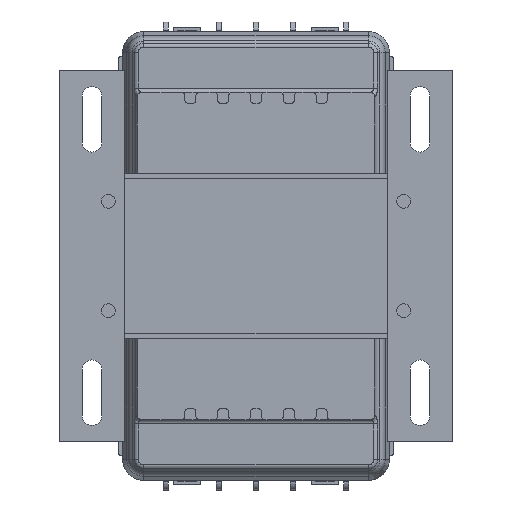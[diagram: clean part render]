
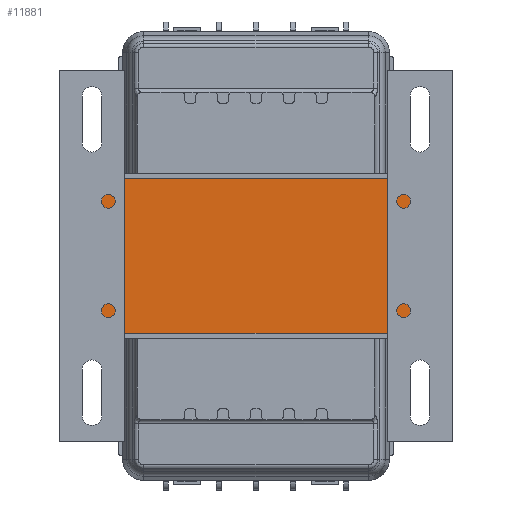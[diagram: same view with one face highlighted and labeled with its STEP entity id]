
A CAD part, front view. The second image highlights one B-rep face of the part: STEP entity #11881.
In plain terms, the highlighted planar face has unit normal (0, -1, 0).
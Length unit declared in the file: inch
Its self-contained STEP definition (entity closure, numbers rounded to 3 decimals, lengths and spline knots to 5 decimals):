
#371 = VERTEX_POINT ( 'NONE', #12887 ) ;
#458 = CARTESIAN_POINT ( 'NONE',  ( -1.83146, -0.75596, -0.88583 ) ) ;
#1921 = PLANE ( 'NONE',  #10597 ) ;
#1964 = DIRECTION ( 'NONE',  ( 0., 0., -1. ) ) ;
#2442 = VECTOR ( 'NONE', #8817, 39.37008 ) ;
#2588 = CARTESIAN_POINT ( 'NONE',  ( -1.83146, -0.75596, -0.88583 ) ) ;
#3704 = EDGE_LOOP ( 'NONE', ( #15374, #11157, #14510, #13591 ) ) ;
#3720 = CARTESIAN_POINT ( 'NONE',  ( -1.83146, -0.75596, -0.88583 ) ) ;
#5091 = CARTESIAN_POINT ( 'NONE',  ( 1.94807, -0.75596, -0.88583 ) ) ;
#5337 = VERTEX_POINT ( 'NONE', #5091 ) ;
#5536 = DIRECTION ( 'NONE',  ( 0., 1., 0. ) ) ;
#5768 = VECTOR ( 'NONE', #7470, 39.37008 ) ;
#6358 = LINE ( 'NONE', #10255, #12320 ) ;
#6995 = EDGE_CURVE ( 'NONE', #14302, #7385, #11246, .T. ) ;
#7385 = VERTEX_POINT ( 'NONE', #11706 ) ;
#7470 = DIRECTION ( 'NONE',  ( 1., 0., 0. ) ) ;
#8100 = VECTOR ( 'NONE', #12076, 39.37008 ) ;
#8223 = EDGE_CURVE ( 'NONE', #5337, #14302, #15112, .T. ) ;
#8817 = DIRECTION ( 'NONE',  ( -1., 0., 0. ) ) ;
#10255 = CARTESIAN_POINT ( 'NONE',  ( 1.94807, -0.75596, -0.88583 ) ) ;
#10263 = CARTESIAN_POINT ( 'NONE',  ( 0., -0.75596, 0. ) ) ;
#10597 = AXIS2_PLACEMENT_3D ( 'NONE', #10263, #5536, #13855 ) ;
#11157 = ORIENTED_EDGE ( 'NONE', *, *, #8223, .F. ) ;
#11246 = LINE ( 'NONE', #2588, #8100 ) ;
#11706 = CARTESIAN_POINT ( 'NONE',  ( -1.83146, -0.75596, 0.88583 ) ) ;
#11881 = ADVANCED_FACE ( 'NONE', ( #13316 ), #1921, .F. ) ;
#12076 = DIRECTION ( 'NONE',  ( 0., 0., 1. ) ) ;
#12087 = LINE ( 'NONE', #13359, #5768 ) ;
#12320 = VECTOR ( 'NONE', #1964, 39.37008 ) ;
#12887 = CARTESIAN_POINT ( 'NONE',  ( 1.94807, -0.75596, 0.88583 ) ) ;
#13316 = FACE_OUTER_BOUND ( 'NONE', #3704, .T. ) ;
#13359 = CARTESIAN_POINT ( 'NONE',  ( -1.83146, -0.75596, 0.88583 ) ) ;
#13443 = EDGE_CURVE ( 'NONE', #371, #5337, #6358, .T. ) ;
#13591 = ORIENTED_EDGE ( 'NONE', *, *, #15012, .F. ) ;
#13855 = DIRECTION ( 'NONE',  ( 0., 0., 1. ) ) ;
#14302 = VERTEX_POINT ( 'NONE', #3720 ) ;
#14510 = ORIENTED_EDGE ( 'NONE', *, *, #13443, .F. ) ;
#15012 = EDGE_CURVE ( 'NONE', #7385, #371, #12087, .T. ) ;
#15112 = LINE ( 'NONE', #458, #2442 ) ;
#15374 = ORIENTED_EDGE ( 'NONE', *, *, #6995, .F. ) ;
